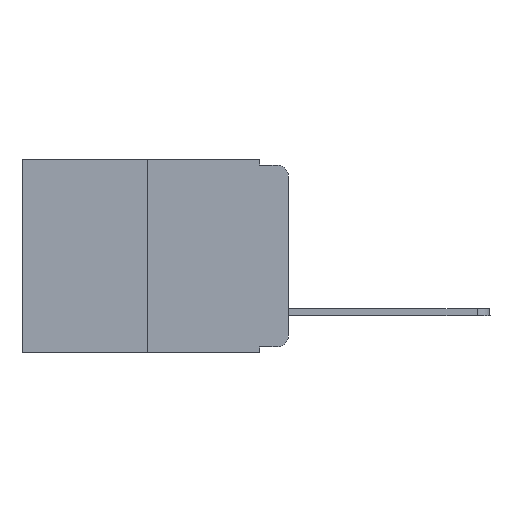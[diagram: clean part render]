
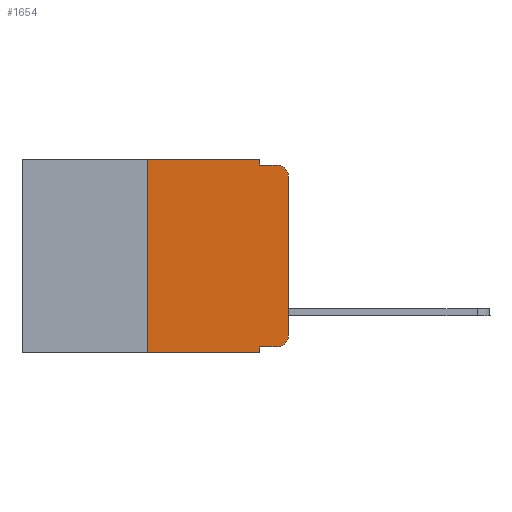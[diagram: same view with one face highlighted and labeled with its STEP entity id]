
A CAD part, left-side view. The second image highlights one B-rep face of the part: STEP entity #1654.
In plain terms, the highlighted planar face has unit normal (-1, 0, 0).
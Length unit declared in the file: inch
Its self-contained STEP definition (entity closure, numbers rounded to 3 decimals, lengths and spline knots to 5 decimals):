
#476 = FACE_OUTER_BOUND ( 'NONE', #9124, .T. ) ;
#547 = DIRECTION ( 'NONE',  ( 0., -1., 0. ) ) ;
#779 = EDGE_CURVE ( 'NONE', #14838, #9445, #1675, .T. ) ;
#806 = CARTESIAN_POINT ( 'NONE',  ( 0., 0.051, -0.333 ) ) ;
#845 = VECTOR ( 'NONE', #15441, 39.37008 ) ;
#1341 = EDGE_CURVE ( 'NONE', #3905, #1639, #2311, .T. ) ;
#1435 = VERTEX_POINT ( 'NONE', #13424 ) ;
#1639 = VERTEX_POINT ( 'NONE', #9961 ) ;
#1654 = ADVANCED_FACE ( 'NONE', ( #476 ), #8765, .F. ) ;
#1675 = LINE ( 'NONE', #14314, #2692 ) ;
#1703 = VECTOR ( 'NONE', #9384, 39.37008 ) ;
#1714 = CARTESIAN_POINT ( 'NONE',  ( 0., 0.051, -0.333 ) ) ;
#2049 = LINE ( 'NONE', #10317, #845 ) ;
#2218 = VECTOR ( 'NONE', #10501, 39.37008 ) ;
#2225 = VECTOR ( 'NONE', #13294, 39.37008 ) ;
#2311 = LINE ( 'NONE', #15797, #1703 ) ;
#2598 = EDGE_CURVE ( 'NONE', #9369, #1639, #2049, .T. ) ;
#2692 = VECTOR ( 'NONE', #12956, 39.37008 ) ;
#2844 = CARTESIAN_POINT ( 'NONE',  ( 0., 0.051, 0. ) ) ;
#3429 = EDGE_CURVE ( 'NONE', #13464, #16024, #8407, .T. ) ;
#3828 = DIRECTION ( 'NONE',  ( 0., 0., -1. ) ) ;
#3905 = VERTEX_POINT ( 'NONE', #1714 ) ;
#4149 = ORIENTED_EDGE ( 'NONE', *, *, #7670, .T. ) ;
#4802 = CARTESIAN_POINT ( 'NONE',  ( 0., 0.473, 0. ) ) ;
#5067 = CARTESIAN_POINT ( 'NONE',  ( 0., 0.25, 0. ) ) ;
#5213 = ORIENTED_EDGE ( 'NONE', *, *, #1341, .F. ) ;
#5215 = CARTESIAN_POINT ( 'NONE',  ( 0., 0.25, -0.343 ) ) ;
#5292 = LINE ( 'NONE', #806, #15722 ) ;
#5591 = ORIENTED_EDGE ( 'NONE', *, *, #3429, .F. ) ;
#5706 = CARTESIAN_POINT ( 'NONE',  ( 0., 0.051, -0.01 ) ) ;
#5969 = DIRECTION ( 'NONE',  ( 0., 0., -1. ) ) ;
#6200 = ORIENTED_EDGE ( 'NONE', *, *, #7648, .F. ) ;
#6763 = LINE ( 'NONE', #5067, #12765 ) ;
#7648 = EDGE_CURVE ( 'NONE', #9369, #1435, #6763, .T. ) ;
#7670 = EDGE_CURVE ( 'NONE', #9445, #13946, #8763, .T. ) ;
#7685 = ORIENTED_EDGE ( 'NONE', *, *, #9819, .T. ) ;
#8242 = CARTESIAN_POINT ( 'NONE',  ( 0., 0.473, 0. ) ) ;
#8407 = LINE ( 'NONE', #9431, #2225 ) ;
#8763 = CIRCLE ( 'NONE', #16106, 0.02 ) ;
#8765 = PLANE ( 'NONE',  #13731 ) ;
#8817 = VECTOR ( 'NONE', #547, 39.37008 ) ;
#9030 = CARTESIAN_POINT ( 'NONE',  ( 0., 0.02, -0.03 ) ) ;
#9124 = EDGE_LOOP ( 'NONE', ( #10107, #4149, #9692, #5591, #11594, #6200, #13849, #5213, #7685, #12871 ) ) ;
#9179 = CARTESIAN_POINT ( 'NONE',  ( 0., 0., -0.03 ) ) ;
#9209 = CARTESIAN_POINT ( 'NONE',  ( 0., 0.051, -0.01 ) ) ;
#9369 = VERTEX_POINT ( 'NONE', #5215 ) ;
#9384 = DIRECTION ( 'NONE',  ( 0., 0., -1. ) ) ;
#9431 = CARTESIAN_POINT ( 'NONE',  ( 0., 0.051, 0. ) ) ;
#9445 = VERTEX_POINT ( 'NONE', #9179 ) ;
#9692 = ORIENTED_EDGE ( 'NONE', *, *, #12432, .F. ) ;
#9819 = EDGE_CURVE ( 'NONE', #3905, #12812, #5292, .T. ) ;
#9961 = CARTESIAN_POINT ( 'NONE',  ( 0., 0.051, -0.343 ) ) ;
#10084 = EDGE_CURVE ( 'NONE', #12812, #14838, #10109, .T. ) ;
#10087 = CARTESIAN_POINT ( 'NONE',  ( 0., 0.02, -0.333 ) ) ;
#10099 = CARTESIAN_POINT ( 'NONE',  ( 0., 0.02, -0.01 ) ) ;
#10107 = ORIENTED_EDGE ( 'NONE', *, *, #779, .T. ) ;
#10109 = CIRCLE ( 'NONE', #14388, 0.02 ) ;
#10317 = CARTESIAN_POINT ( 'NONE',  ( 0., 0.473, -0.343 ) ) ;
#10501 = DIRECTION ( 'NONE',  ( 0., -1., 0. ) ) ;
#10898 = DIRECTION ( 'NONE',  ( 0., 0., -1. ) ) ;
#10981 = DIRECTION ( 'NONE',  ( 0., -1., 0. ) ) ;
#11220 = LINE ( 'NONE', #9209, #2218 ) ;
#11594 = ORIENTED_EDGE ( 'NONE', *, *, #12228, .F. ) ;
#12225 = LINE ( 'NONE', #8242, #8817 ) ;
#12228 = EDGE_CURVE ( 'NONE', #1435, #13464, #12225, .T. ) ;
#12432 = EDGE_CURVE ( 'NONE', #16024, #13946, #11220, .T. ) ;
#12765 = VECTOR ( 'NONE', #15403, 39.37008 ) ;
#12790 = DIRECTION ( 'NONE',  ( -1., 0., 0. ) ) ;
#12812 = VERTEX_POINT ( 'NONE', #10087 ) ;
#12871 = ORIENTED_EDGE ( 'NONE', *, *, #10084, .T. ) ;
#12956 = DIRECTION ( 'NONE',  ( 0., 0., 1. ) ) ;
#13294 = DIRECTION ( 'NONE',  ( 0., 0., -1. ) ) ;
#13299 = CARTESIAN_POINT ( 'NONE',  ( 0., 0.02, -0.313 ) ) ;
#13424 = CARTESIAN_POINT ( 'NONE',  ( 0., 0.25, 0. ) ) ;
#13464 = VERTEX_POINT ( 'NONE', #2844 ) ;
#13731 = AXIS2_PLACEMENT_3D ( 'NONE', #4802, #13820, #5969 ) ;
#13820 = DIRECTION ( 'NONE',  ( 1., 0., 0. ) ) ;
#13849 = ORIENTED_EDGE ( 'NONE', *, *, #2598, .T. ) ;
#13946 = VERTEX_POINT ( 'NONE', #10099 ) ;
#14314 = CARTESIAN_POINT ( 'NONE',  ( 0., 0., 0. ) ) ;
#14388 = AXIS2_PLACEMENT_3D ( 'NONE', #13299, #14537, #10898 ) ;
#14537 = DIRECTION ( 'NONE',  ( -1., 0., 0. ) ) ;
#14838 = VERTEX_POINT ( 'NONE', #15685 ) ;
#15403 = DIRECTION ( 'NONE',  ( 0., 0., 1. ) ) ;
#15441 = DIRECTION ( 'NONE',  ( 0., -1., 0. ) ) ;
#15685 = CARTESIAN_POINT ( 'NONE',  ( 0., 0., -0.313 ) ) ;
#15722 = VECTOR ( 'NONE', #10981, 39.37008 ) ;
#15797 = CARTESIAN_POINT ( 'NONE',  ( 0., 0.051, 0. ) ) ;
#16024 = VERTEX_POINT ( 'NONE', #5706 ) ;
#16106 = AXIS2_PLACEMENT_3D ( 'NONE', #9030, #12790, #3828 ) ;
